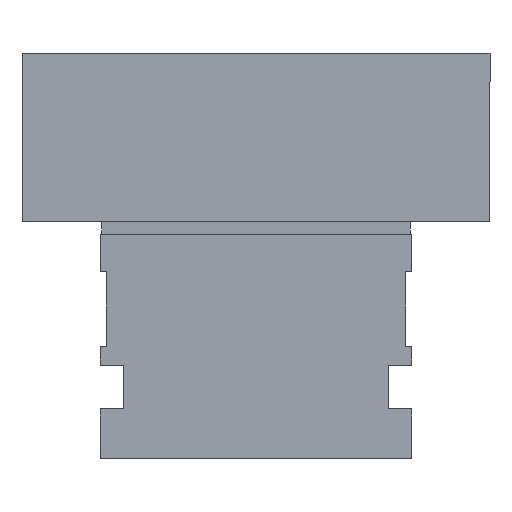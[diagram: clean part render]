
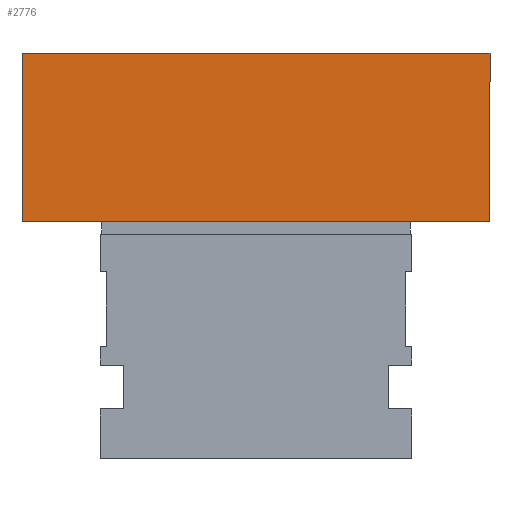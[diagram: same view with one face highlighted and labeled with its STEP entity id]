
A CAD part, front view. The second image highlights one B-rep face of the part: STEP entity #2776.
In plain terms, the highlighted face is planar.
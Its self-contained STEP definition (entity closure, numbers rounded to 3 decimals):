
#94 = EDGE_CURVE ( 'NONE', #4048, #2562, #670, .T. ) ;
#248 = DIRECTION ( 'NONE',  ( 1., 0., 0. ) ) ;
#323 = LINE ( 'NONE', #3701, #491 ) ;
#361 = LINE ( 'NONE', #2350, #698 ) ;
#491 = VECTOR ( 'NONE', #1923, 1000. ) ;
#657 = ORIENTED_EDGE ( 'NONE', *, *, #2743, .T. ) ;
#670 = LINE ( 'NONE', #2541, #3366 ) ;
#698 = VECTOR ( 'NONE', #3751, 1000. ) ;
#811 = EDGE_LOOP ( 'NONE', ( #657, #2416, #3753, #4192 ) ) ;
#911 = VERTEX_POINT ( 'NONE', #1469 ) ;
#945 = DIRECTION ( 'NONE',  ( 0., 0., 1. ) ) ;
#1326 = FACE_OUTER_BOUND ( 'NONE', #811, .T. ) ;
#1469 = CARTESIAN_POINT ( 'NONE',  ( -55., -75., 0. ) ) ;
#1638 = CARTESIAN_POINT ( 'NONE',  ( -55., -75., 54. ) ) ;
#1852 = VERTEX_POINT ( 'NONE', #2418 ) ;
#1923 = DIRECTION ( 'NONE',  ( 0., -1., 0. ) ) ;
#2126 = CARTESIAN_POINT ( 'NONE',  ( -55., 75., 0. ) ) ;
#2350 = CARTESIAN_POINT ( 'NONE',  ( -55., 75., 0. ) ) ;
#2401 = CARTESIAN_POINT ( 'NONE',  ( -55., 75., 54. ) ) ;
#2416 = ORIENTED_EDGE ( 'NONE', *, *, #2720, .F. ) ;
#2418 = CARTESIAN_POINT ( 'NONE',  ( -55., -75., 54. ) ) ;
#2541 = CARTESIAN_POINT ( 'NONE',  ( -55., 75., 54. ) ) ;
#2562 = VERTEX_POINT ( 'NONE', #2126 ) ;
#2720 = EDGE_CURVE ( 'NONE', #4048, #1852, #323, .T. ) ;
#2743 = EDGE_CURVE ( 'NONE', #911, #1852, #4073, .T. ) ;
#2776 = ADVANCED_FACE ( 'NONE', ( #1326 ), #3104, .F. ) ;
#3104 = PLANE ( 'NONE',  #3770 ) ;
#3357 = VECTOR ( 'NONE', #945, 1000. ) ;
#3366 = VECTOR ( 'NONE', #3627, 1000. ) ;
#3462 = DIRECTION ( 'NONE',  ( 0., 0., -1. ) ) ;
#3627 = DIRECTION ( 'NONE',  ( 0., 0., -1. ) ) ;
#3701 = CARTESIAN_POINT ( 'NONE',  ( -55., -75., 54. ) ) ;
#3751 = DIRECTION ( 'NONE',  ( 0., 1., 0. ) ) ;
#3753 = ORIENTED_EDGE ( 'NONE', *, *, #94, .T. ) ;
#3770 = AXIS2_PLACEMENT_3D ( 'NONE', #2401, #248, #3462 ) ;
#4048 = VERTEX_POINT ( 'NONE', #4215 ) ;
#4073 = LINE ( 'NONE', #1638, #3357 ) ;
#4192 = ORIENTED_EDGE ( 'NONE', *, *, #4311, .F. ) ;
#4215 = CARTESIAN_POINT ( 'NONE',  ( -55., 75., 54. ) ) ;
#4311 = EDGE_CURVE ( 'NONE', #911, #2562, #361, .T. ) ;
